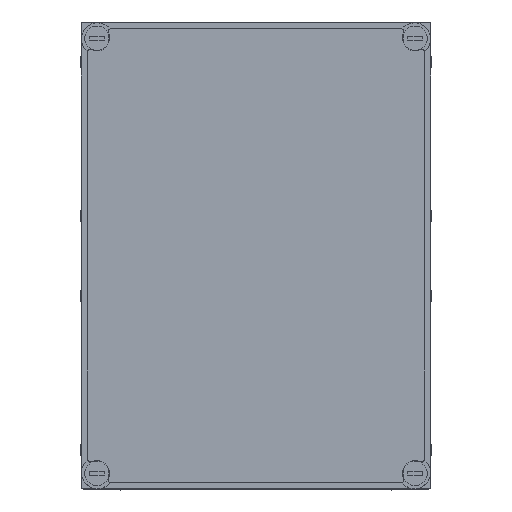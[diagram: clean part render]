
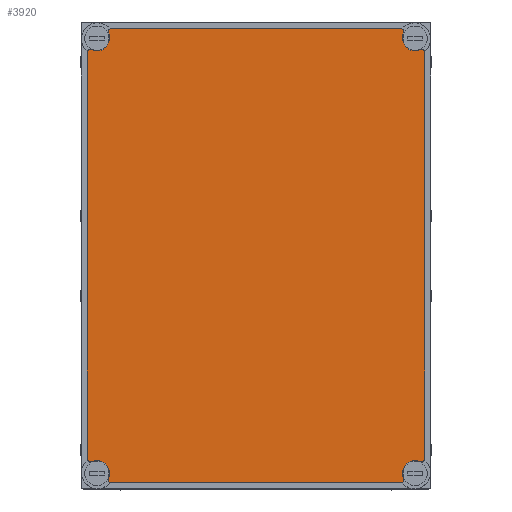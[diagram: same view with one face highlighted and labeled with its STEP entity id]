
A CAD part, top view. The second image highlights one B-rep face of the part: STEP entity #3920.
In plain terms, the highlighted planar face has unit normal (0, 0, 1).
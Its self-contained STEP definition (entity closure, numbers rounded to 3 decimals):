
#3920 = ADVANCED_FACE( '', ( #9616 ), #9617, .T. );
#9616 = FACE_OUTER_BOUND( '', #17146, .T. );
#9617 = PLANE( '', #17147 );
#17146 = EDGE_LOOP( '', ( #29676, #29677, #29678, #29679, #29680, #29681, #29682, #29683, #29684, #29685, #29686, #29687, #29688, #29689, #29690, #29691 ) );
#17147 = AXIS2_PLACEMENT_3D( '', #29692, #29693, #29694 );
#29676 = ORIENTED_EDGE( '', *, *, #48331, .F. );
#29677 = ORIENTED_EDGE( '', *, *, #47312, .T. );
#29678 = ORIENTED_EDGE( '', *, *, #48465, .F. );
#29679 = ORIENTED_EDGE( '', *, *, #48466, .T. );
#29680 = ORIENTED_EDGE( '', *, *, #48467, .F. );
#29681 = ORIENTED_EDGE( '', *, *, #48468, .F. );
#29682 = ORIENTED_EDGE( '', *, *, #48041, .F. );
#29683 = ORIENTED_EDGE( '', *, *, #47034, .T. );
#29684 = ORIENTED_EDGE( '', *, *, #48469, .F. );
#29685 = ORIENTED_EDGE( '', *, *, #48470, .F. );
#29686 = ORIENTED_EDGE( '', *, *, #48471, .F. );
#29687 = ORIENTED_EDGE( '', *, *, #48472, .T. );
#29688 = ORIENTED_EDGE( '', *, *, #48473, .F. );
#29689 = ORIENTED_EDGE( '', *, *, #48474, .T. );
#29690 = ORIENTED_EDGE( '', *, *, #46995, .F. );
#29691 = ORIENTED_EDGE( '', *, *, #48475, .T. );
#29692 = CARTESIAN_POINT( '', ( 0., 0., 105. ) );
#29693 = DIRECTION( '', ( 0., 0., 1. ) );
#29694 = DIRECTION( '', ( 1., 0., 0. ) );
#46995 = EDGE_CURVE( '', #57793, #57794, #57795, .F. );
#47034 = EDGE_CURVE( '', #57852, #57857, #57859, .F. );
#47312 = EDGE_CURVE( '', #58314, #58312, #58315, .T. );
#48041 = EDGE_CURVE( '', #57852, #59421, #59422, .F. );
#48331 = EDGE_CURVE( '', #58314, #59866, #59867, .F. );
#48465 = EDGE_CURVE( '', #60056, #58312, #60057, .F. );
#48466 = EDGE_CURVE( '', #60056, #60058, #60059, .F. );
#48467 = EDGE_CURVE( '', #60060, #60058, #60061, .F. );
#48468 = EDGE_CURVE( '', #59421, #60060, #60062, .T. );
#48469 = EDGE_CURVE( '', #60063, #57857, #60064, .F. );
#48470 = EDGE_CURVE( '', #60065, #60063, #60066, .T. );
#48471 = EDGE_CURVE( '', #60067, #60065, #60068, .F. );
#48472 = EDGE_CURVE( '', #60067, #60069, #60070, .F. );
#48473 = EDGE_CURVE( '', #60071, #60069, #60072, .F. );
#48474 = EDGE_CURVE( '', #60071, #57794, #60073, .T. );
#48475 = EDGE_CURVE( '', #57793, #59866, #60074, .F. );
#57793 = VERTEX_POINT( '', #72125 );
#57794 = VERTEX_POINT( '', #72126 );
#57795 = CIRCLE( '', #72127, 3. );
#57852 = VERTEX_POINT( '', #72204 );
#57857 = VERTEX_POINT( '', #72210 );
#57859 = CIRCLE( '', #72213, 13.64 );
#58312 = VERTEX_POINT( '', #72819 );
#58314 = VERTEX_POINT( '', #72822 );
#58315 = LINE( '', #72823, #72824 );
#59421 = VERTEX_POINT( '', #74340 );
#59422 = CIRCLE( '', #74341, 3. );
#59866 = VERTEX_POINT( '', #74941 );
#59867 = CIRCLE( '', #74942, 3. );
#60056 = VERTEX_POINT( '', #75199 );
#60057 = CIRCLE( '', #75200, 3. );
#60058 = VERTEX_POINT( '', #75201 );
#60059 = CIRCLE( '', #75202, 13.64 );
#60060 = VERTEX_POINT( '', #75203 );
#60061 = CIRCLE( '', #75204, 3. );
#60062 = LINE( '', #75205, #75206 );
#60063 = VERTEX_POINT( '', #75207 );
#60064 = CIRCLE( '', #75208, 3. );
#60065 = VERTEX_POINT( '', #75209 );
#60066 = LINE( '', #75210, #75211 );
#60067 = VERTEX_POINT( '', #75212 );
#60068 = CIRCLE( '', #75213, 3. );
#60069 = VERTEX_POINT( '', #75214 );
#60070 = CIRCLE( '', #75215, 13.64 );
#60071 = VERTEX_POINT( '', #75216 );
#60072 = CIRCLE( '', #75217, 3. );
#60073 = LINE( '', #75218, #75219 );
#60074 = CIRCLE( '', #75220, 13.64 );
#72125 = CARTESIAN_POINT( '', ( 28.836, 362.32, 105. ) );
#72126 = CARTESIAN_POINT( '', ( 31.549, 366.6, 105. ) );
#72127 = AXIS2_PLACEMENT_3D( '', #86695, #86696, #86697 );
#72204 = CARTESIAN_POINT( '', ( 469.164, 10.68, 105. ) );
#72210 = CARTESIAN_POINT( '', ( 487.32, 28.836, 105. ) );
#72213 = AXIS2_PLACEMENT_3D( '', #86747, #86748, #86749 );
#72819 = CARTESIAN_POINT( '', ( 6.4, 31.549, 105. ) );
#72822 = CARTESIAN_POINT( '', ( 6.4, 341.451, 105. ) );
#72823 = CARTESIAN_POINT( '', ( 6.4, 373., 105. ) );
#72824 = VECTOR( '', #87108, 1000. );
#74340 = CARTESIAN_POINT( '', ( 466.451, 6.4, 105. ) );
#74341 = AXIS2_PLACEMENT_3D( '', #87936, #87937, #87938 );
#74941 = CARTESIAN_POINT( '', ( 10.68, 344.164, 105. ) );
#74942 = AXIS2_PLACEMENT_3D( '', #88290, #88291, #88292 );
#75199 = CARTESIAN_POINT( '', ( 10.68, 28.836, 105. ) );
#75200 = AXIS2_PLACEMENT_3D( '', #88442, #88443, #88444 );
#75201 = CARTESIAN_POINT( '', ( 28.836, 10.68, 105. ) );
#75202 = AXIS2_PLACEMENT_3D( '', #88445, #88446, #88447 );
#75203 = CARTESIAN_POINT( '', ( 31.549, 6.4, 105. ) );
#75204 = AXIS2_PLACEMENT_3D( '', #88448, #88449, #88450 );
#75205 = CARTESIAN_POINT( '', ( 498., 6.4, 105. ) );
#75206 = VECTOR( '', #88451, 1000. );
#75207 = CARTESIAN_POINT( '', ( 491.6, 31.549, 105. ) );
#75208 = AXIS2_PLACEMENT_3D( '', #88452, #88453, #88454 );
#75209 = CARTESIAN_POINT( '', ( 491.6, 341.451, 105. ) );
#75210 = CARTESIAN_POINT( '', ( 491.6, 373., 105. ) );
#75211 = VECTOR( '', #88455, 1000. );
#75212 = CARTESIAN_POINT( '', ( 487.32, 344.164, 105. ) );
#75213 = AXIS2_PLACEMENT_3D( '', #88456, #88457, #88458 );
#75214 = CARTESIAN_POINT( '', ( 469.164, 362.32, 105. ) );
#75215 = AXIS2_PLACEMENT_3D( '', #88459, #88460, #88461 );
#75216 = CARTESIAN_POINT( '', ( 466.451, 366.6, 105. ) );
#75217 = AXIS2_PLACEMENT_3D( '', #88462, #88463, #88464 );
#75218 = CARTESIAN_POINT( '', ( 498., 366.6, 105. ) );
#75219 = VECTOR( '', #88465, 1000. );
#75220 = AXIS2_PLACEMENT_3D( '', #88466, #88467, #88468 );
#86695 = CARTESIAN_POINT( '', ( 31.549, 363.6, 105. ) );
#86696 = DIRECTION( '', ( 0., 0., 1. ) );
#86697 = DIRECTION( '', ( 1., 0., 0. ) );
#86747 = CARTESIAN_POINT( '', ( 481.5, 16.5, 105. ) );
#86748 = DIRECTION( '', ( 0., 0., 1. ) );
#86749 = DIRECTION( '', ( 1., 0., 0. ) );
#87108 = DIRECTION( '', ( 0., -1., 0. ) );
#87936 = CARTESIAN_POINT( '', ( 466.451, 9.4, 105. ) );
#87937 = DIRECTION( '', ( 0., 0., 1. ) );
#87938 = DIRECTION( '', ( 1., 0., 0. ) );
#88290 = CARTESIAN_POINT( '', ( 9.4, 341.451, 105. ) );
#88291 = DIRECTION( '', ( 0., 0., 1. ) );
#88292 = DIRECTION( '', ( 1., 0., 0. ) );
#88442 = CARTESIAN_POINT( '', ( 9.4, 31.549, 105. ) );
#88443 = DIRECTION( '', ( 0., 0., 1. ) );
#88444 = DIRECTION( '', ( 1., 0., 0. ) );
#88445 = CARTESIAN_POINT( '', ( 16.5, 16.5, 105. ) );
#88446 = DIRECTION( '', ( 0., 0., 1. ) );
#88447 = DIRECTION( '', ( 1., 0., 0. ) );
#88448 = CARTESIAN_POINT( '', ( 31.549, 9.4, 105. ) );
#88449 = DIRECTION( '', ( 0., 0., 1. ) );
#88450 = DIRECTION( '', ( 1., 0., 0. ) );
#88451 = DIRECTION( '', ( -1., 0., 0. ) );
#88452 = CARTESIAN_POINT( '', ( 488.6, 31.549, 105. ) );
#88453 = DIRECTION( '', ( 0., 0., 1. ) );
#88454 = DIRECTION( '', ( 1., 0., 0. ) );
#88455 = DIRECTION( '', ( 0., -1., 0. ) );
#88456 = CARTESIAN_POINT( '', ( 488.6, 341.451, 105. ) );
#88457 = DIRECTION( '', ( 0., 0., 1. ) );
#88458 = DIRECTION( '', ( 1., 0., 0. ) );
#88459 = CARTESIAN_POINT( '', ( 481.5, 356.5, 105. ) );
#88460 = DIRECTION( '', ( 0., 0., 1. ) );
#88461 = DIRECTION( '', ( 1., 0., 0. ) );
#88462 = CARTESIAN_POINT( '', ( 466.451, 363.6, 105. ) );
#88463 = DIRECTION( '', ( 0., 0., 1. ) );
#88464 = DIRECTION( '', ( 1., 0., 0. ) );
#88465 = DIRECTION( '', ( -1., 0., 0. ) );
#88466 = CARTESIAN_POINT( '', ( 16.5, 356.5, 105. ) );
#88467 = DIRECTION( '', ( 0., 0., 1. ) );
#88468 = DIRECTION( '', ( 1., 0., 0. ) );
